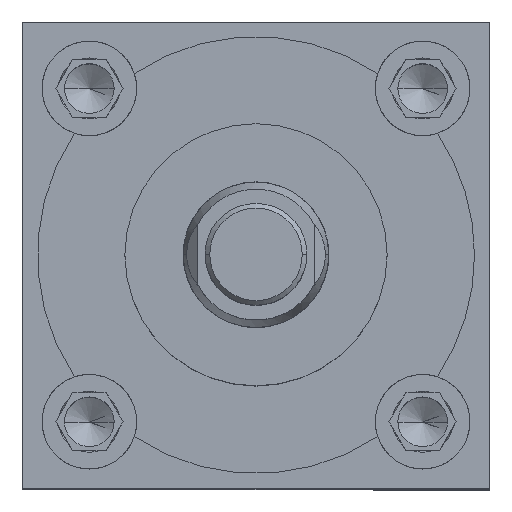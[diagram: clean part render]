
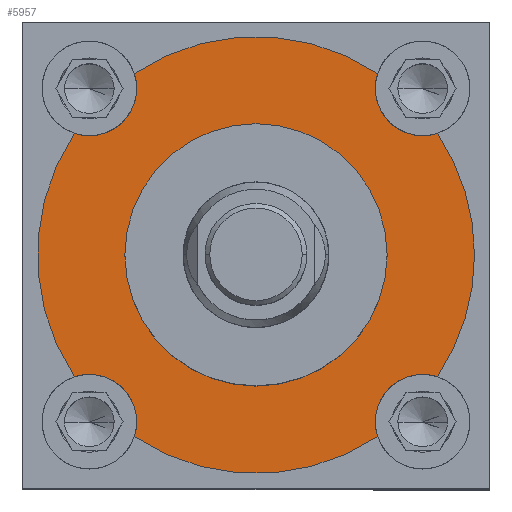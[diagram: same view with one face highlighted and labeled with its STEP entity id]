
A CAD part, top view. The second image highlights one B-rep face of the part: STEP entity #5957.
In plain terms, the highlighted planar face has unit normal (0, 0, 1).
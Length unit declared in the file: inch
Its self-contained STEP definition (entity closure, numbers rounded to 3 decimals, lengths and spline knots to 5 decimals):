
#10 = CIRCLE ( 'NONE', #3425, 0.203 ) ;
#36 = VERTEX_POINT ( 'NONE', #4163 ) ;
#69 = VERTEX_POINT ( 'NONE', #1675 ) ;
#144 = DIRECTION ( 'NONE',  ( 1., 0., 0. ) ) ;
#151 = ORIENTED_EDGE ( 'NONE', *, *, #5678, .F. ) ;
#222 = CARTESIAN_POINT ( 'NONE',  ( -0.77859, 0.52222, 4.62 ) ) ;
#256 = DIRECTION ( 'NONE',  ( 1., 0., 0. ) ) ;
#369 = CIRCLE ( 'NONE', #1062, 0.9375 ) ;
#374 = CARTESIAN_POINT ( 'NONE',  ( 0.77859, -0.52222, 4.62 ) ) ;
#376 = EDGE_CURVE ( 'NONE', #4434, #36, #7186, .T. ) ;
#410 = CIRCLE ( 'NONE', #1346, 0.203 ) ;
#497 = CARTESIAN_POINT ( 'NONE',  ( 0., 0., 4.62 ) ) ;
#568 = ORIENTED_EDGE ( 'NONE', *, *, #7108, .F. ) ;
#711 = CARTESIAN_POINT ( 'NONE',  ( 0.5625, 0., 4.62 ) ) ;
#795 = DIRECTION ( 'NONE',  ( 0., 0., 1. ) ) ;
#896 = EDGE_CURVE ( 'NONE', #1424, #36, #4527, .T. ) ;
#923 = ORIENTED_EDGE ( 'NONE', *, *, #6062, .F. ) ;
#991 = ORIENTED_EDGE ( 'NONE', *, *, #2792, .T. ) ;
#1044 = CARTESIAN_POINT ( 'NONE',  ( 0., 0., 4.62 ) ) ;
#1058 = AXIS2_PLACEMENT_3D ( 'NONE', #1390, #3693, #4150 ) ;
#1062 = AXIS2_PLACEMENT_3D ( 'NONE', #6509, #5300, #1384 ) ;
#1079 = DIRECTION ( 'NONE',  ( 1., 0., 0. ) ) ;
#1346 = AXIS2_PLACEMENT_3D ( 'NONE', #6624, #1467, #3808 ) ;
#1350 = DIRECTION ( 'NONE',  ( 0., 0., 1. ) ) ;
#1371 = CARTESIAN_POINT ( 'NONE',  ( 0.52222, 0.77859, 4.62 ) ) ;
#1378 = CARTESIAN_POINT ( 'NONE',  ( 0., 0., 4.62 ) ) ;
#1384 = DIRECTION ( 'NONE',  ( 1., 0., 0. ) ) ;
#1390 = CARTESIAN_POINT ( 'NONE',  ( -0.715, -0.715, 4.62 ) ) ;
#1424 = VERTEX_POINT ( 'NONE', #6039 ) ;
#1428 = CARTESIAN_POINT ( 'NONE',  ( 0.715, -0.715, 4.62 ) ) ;
#1444 = EDGE_LOOP ( 'NONE', ( #151, #991, #2227, #6100, #5185, #6283, #5230, #5303, #7239, #3468, #1737, #6816, #3659 ) ) ;
#1467 = DIRECTION ( 'NONE',  ( 0., 0., 1. ) ) ;
#1474 = EDGE_CURVE ( 'NONE', #6577, #4434, #410, .T. ) ;
#1675 = CARTESIAN_POINT ( 'NONE',  ( -0.77859, -0.52222, 4.62 ) ) ;
#1697 = CARTESIAN_POINT ( 'NONE',  ( 0., 0., 4.62 ) ) ;
#1737 = ORIENTED_EDGE ( 'NONE', *, *, #5221, .F. ) ;
#1899 = CARTESIAN_POINT ( 'NONE',  ( -0.715, -0.715, 4.62 ) ) ;
#1977 = EDGE_CURVE ( 'NONE', #6328, #5638, #5733, .T. ) ;
#2048 = CIRCLE ( 'NONE', #3125, 0.5625 ) ;
#2106 = DIRECTION ( 'NONE',  ( 0., 0., 1. ) ) ;
#2147 = DIRECTION ( 'NONE',  ( 0., 0., 1. ) ) ;
#2227 = ORIENTED_EDGE ( 'NONE', *, *, #896, .T. ) ;
#2295 = PLANE ( 'NONE',  #5452 ) ;
#2409 = CIRCLE ( 'NONE', #4077, 0.9375 ) ;
#2515 = CIRCLE ( 'NONE', #3597, 0.5625 ) ;
#2648 = DIRECTION ( 'NONE',  ( 1., 0., 0. ) ) ;
#2675 = EDGE_CURVE ( 'NONE', #3871, #69, #4904, .T. ) ;
#2714 = CARTESIAN_POINT ( 'NONE',  ( 0.512, 0.715, 4.62 ) ) ;
#2731 = AXIS2_PLACEMENT_3D ( 'NONE', #497, #5565, #6047 ) ;
#2792 = EDGE_CURVE ( 'NONE', #4184, #1424, #7062, .T. ) ;
#2811 = FACE_OUTER_BOUND ( 'NONE', #1444, .T. ) ;
#2852 = CARTESIAN_POINT ( 'NONE',  ( 0., 0., 4.62 ) ) ;
#2854 = DIRECTION ( 'NONE',  ( 0., 0., 1. ) ) ;
#2895 = DIRECTION ( 'NONE',  ( 1., 0., 0. ) ) ;
#3054 = DIRECTION ( 'NONE',  ( 0., 0., 1. ) ) ;
#3125 = AXIS2_PLACEMENT_3D ( 'NONE', #2852, #3376, #2895 ) ;
#3128 = DIRECTION ( 'NONE',  ( 1., 0., 0. ) ) ;
#3309 = AXIS2_PLACEMENT_3D ( 'NONE', #5651, #4543, #3128 ) ;
#3376 = DIRECTION ( 'NONE',  ( 0., 0., 1. ) ) ;
#3398 = CARTESIAN_POINT ( 'NONE',  ( -0.512, 0.715, 4.62 ) ) ;
#3403 = AXIS2_PLACEMENT_3D ( 'NONE', #1428, #4846, #2648 ) ;
#3425 = AXIS2_PLACEMENT_3D ( 'NONE', #7059, #3054, #256 ) ;
#3452 = FACE_BOUND ( 'NONE', #4245, .T. ) ;
#3468 = ORIENTED_EDGE ( 'NONE', *, *, #2675, .F. ) ;
#3533 = DIRECTION ( 'NONE',  ( 0., 0., 1. ) ) ;
#3537 = DIRECTION ( 'NONE',  ( 1., 0., 0. ) ) ;
#3559 = CIRCLE ( 'NONE', #3309, 0.9375 ) ;
#3597 = AXIS2_PLACEMENT_3D ( 'NONE', #1378, #3533, #4760 ) ;
#3659 = ORIENTED_EDGE ( 'NONE', *, *, #4069, .F. ) ;
#3693 = DIRECTION ( 'NONE',  ( 0., 0., 1. ) ) ;
#3710 = DIRECTION ( 'NONE',  ( 1., 0., 0. ) ) ;
#3769 = AXIS2_PLACEMENT_3D ( 'NONE', #6826, #5648, #144 ) ;
#3793 = VERTEX_POINT ( 'NONE', #3957 ) ;
#3808 = DIRECTION ( 'NONE',  ( 1., 0., 0. ) ) ;
#3871 = VERTEX_POINT ( 'NONE', #3916 ) ;
#3916 = CARTESIAN_POINT ( 'NONE',  ( -0.512, -0.715, 4.62 ) ) ;
#3957 = CARTESIAN_POINT ( 'NONE',  ( 0.512, -0.715, 4.62 ) ) ;
#3993 = AXIS2_PLACEMENT_3D ( 'NONE', #4940, #2106, #4499 ) ;
#4005 = VERTEX_POINT ( 'NONE', #711 ) ;
#4069 = EDGE_CURVE ( 'NONE', #3793, #7164, #4972, .T. ) ;
#4077 = AXIS2_PLACEMENT_3D ( 'NONE', #4689, #795, #3710 ) ;
#4150 = DIRECTION ( 'NONE',  ( 1., 0., 0. ) ) ;
#4163 = CARTESIAN_POINT ( 'NONE',  ( 0.77859, 0.52222, 4.62 ) ) ;
#4184 = VERTEX_POINT ( 'NONE', #374 ) ;
#4201 = AXIS2_PLACEMENT_3D ( 'NONE', #1899, #1350, #5368 ) ;
#4245 = EDGE_LOOP ( 'NONE', ( #923, #568 ) ) ;
#4258 = EDGE_CURVE ( 'NONE', #4347, #6328, #7190, .T. ) ;
#4330 = CARTESIAN_POINT ( 'NONE',  ( -0.5625, 0., 4.62 ) ) ;
#4347 = VERTEX_POINT ( 'NONE', #222 ) ;
#4434 = VERTEX_POINT ( 'NONE', #2714 ) ;
#4499 = DIRECTION ( 'NONE',  ( 1., 0., 0. ) ) ;
#4527 = CIRCLE ( 'NONE', #2731, 0.9375 ) ;
#4543 = DIRECTION ( 'NONE',  ( 0., 0., 1. ) ) ;
#4689 = CARTESIAN_POINT ( 'NONE',  ( 0., 0., 4.62 ) ) ;
#4691 = CARTESIAN_POINT ( 'NONE',  ( -0.715, 0.715, 4.62 ) ) ;
#4702 = VERTEX_POINT ( 'NONE', #6861 ) ;
#4760 = DIRECTION ( 'NONE',  ( 1., 0., 0. ) ) ;
#4846 = DIRECTION ( 'NONE',  ( 0., 0., 1. ) ) ;
#4904 = CIRCLE ( 'NONE', #4201, 0.203 ) ;
#4940 = CARTESIAN_POINT ( 'NONE',  ( 0.715, 0.715, 4.62 ) ) ;
#4972 = CIRCLE ( 'NONE', #3403, 0.203 ) ;
#5185 = ORIENTED_EDGE ( 'NONE', *, *, #1474, .F. ) ;
#5221 = EDGE_CURVE ( 'NONE', #4702, #3871, #5445, .T. ) ;
#5230 = ORIENTED_EDGE ( 'NONE', *, *, #1977, .F. ) ;
#5275 = AXIS2_PLACEMENT_3D ( 'NONE', #4691, #2854, #3537 ) ;
#5300 = DIRECTION ( 'NONE',  ( 0., 0., 1. ) ) ;
#5303 = ORIENTED_EDGE ( 'NONE', *, *, #4258, .F. ) ;
#5368 = DIRECTION ( 'NONE',  ( 1., 0., 0. ) ) ;
#5445 = CIRCLE ( 'NONE', #1058, 0.203 ) ;
#5452 = AXIS2_PLACEMENT_3D ( 'NONE', #1697, #7309, #1079 ) ;
#5565 = DIRECTION ( 'NONE',  ( 0., 0., 1. ) ) ;
#5574 = EDGE_CURVE ( 'NONE', #4347, #69, #3559, .T. ) ;
#5638 = VERTEX_POINT ( 'NONE', #5917 ) ;
#5648 = DIRECTION ( 'NONE',  ( 0., 0., 1. ) ) ;
#5651 = CARTESIAN_POINT ( 'NONE',  ( 0., 0., 4.62 ) ) ;
#5678 = EDGE_CURVE ( 'NONE', #4184, #3793, #10, .T. ) ;
#5687 = CARTESIAN_POINT ( 'NONE',  ( 0.52222, -0.77859, 4.62 ) ) ;
#5717 = EDGE_CURVE ( 'NONE', #4702, #7164, #369, .T. ) ;
#5733 = CIRCLE ( 'NONE', #5275, 0.203 ) ;
#5917 = CARTESIAN_POINT ( 'NONE',  ( -0.52222, 0.77859, 4.62 ) ) ;
#5957 = ADVANCED_FACE ( 'NONE', ( #2811, #3452 ), #2295, .T. ) ;
#6039 = CARTESIAN_POINT ( 'NONE',  ( 0.9375, 0., 4.62 ) ) ;
#6047 = DIRECTION ( 'NONE',  ( 1., 0., 0. ) ) ;
#6062 = EDGE_CURVE ( 'NONE', #6702, #4005, #2515, .T. ) ;
#6100 = ORIENTED_EDGE ( 'NONE', *, *, #376, .F. ) ;
#6283 = ORIENTED_EDGE ( 'NONE', *, *, #7243, .T. ) ;
#6328 = VERTEX_POINT ( 'NONE', #3398 ) ;
#6509 = CARTESIAN_POINT ( 'NONE',  ( 0., 0., 4.62 ) ) ;
#6577 = VERTEX_POINT ( 'NONE', #1371 ) ;
#6587 = AXIS2_PLACEMENT_3D ( 'NONE', #1044, #2147, #7277 ) ;
#6624 = CARTESIAN_POINT ( 'NONE',  ( 0.715, 0.715, 4.62 ) ) ;
#6702 = VERTEX_POINT ( 'NONE', #4330 ) ;
#6816 = ORIENTED_EDGE ( 'NONE', *, *, #5717, .T. ) ;
#6826 = CARTESIAN_POINT ( 'NONE',  ( -0.715, 0.715, 4.62 ) ) ;
#6861 = CARTESIAN_POINT ( 'NONE',  ( -0.52222, -0.77859, 4.62 ) ) ;
#7059 = CARTESIAN_POINT ( 'NONE',  ( 0.715, -0.715, 4.62 ) ) ;
#7062 = CIRCLE ( 'NONE', #6587, 0.9375 ) ;
#7108 = EDGE_CURVE ( 'NONE', #4005, #6702, #2048, .T. ) ;
#7164 = VERTEX_POINT ( 'NONE', #5687 ) ;
#7186 = CIRCLE ( 'NONE', #3993, 0.203 ) ;
#7190 = CIRCLE ( 'NONE', #3769, 0.203 ) ;
#7239 = ORIENTED_EDGE ( 'NONE', *, *, #5574, .T. ) ;
#7243 = EDGE_CURVE ( 'NONE', #6577, #5638, #2409, .T. ) ;
#7277 = DIRECTION ( 'NONE',  ( 1., 0., 0. ) ) ;
#7309 = DIRECTION ( 'NONE',  ( 0., 0., 1. ) ) ;
